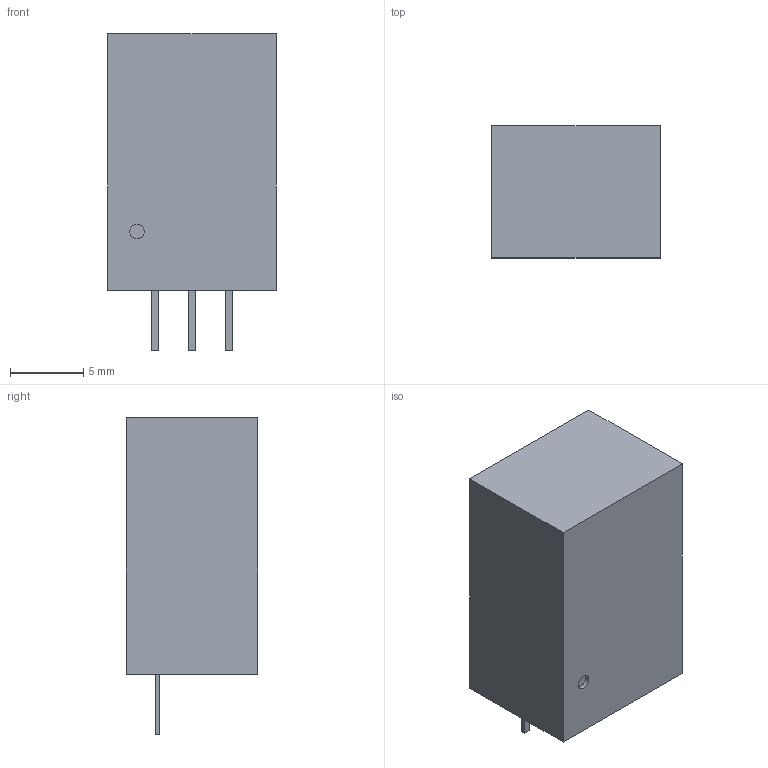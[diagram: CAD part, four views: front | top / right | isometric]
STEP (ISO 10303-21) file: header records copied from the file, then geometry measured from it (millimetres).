
FILE_DESCRIPTION(/* description */ (''),/* implementation_level */ '2;1');
FILE_NAME(/* name */ 'amsri1.step',/* time_stamp */ '2024-07-19T13:22:28+02:00',/* author */ (''),/* organization */ (''),/* preprocessor_version */ 'ST-DEVELOPER v20',/* originating_system */ 'Autodesk Translation Framework v12.20.1.177',/* authorisation */ '');
FILE_SCHEMA (('AUTOMOTIVE_DESIGN { 1 0 10303 214 3 1 1 }'));
Length unit declared in the file: millimetre
Products named in the file (1): amsri1
Bounding box: 11.5 x 9 x 21.6 mm (x, y, z)
Volume: 1812.9 mm3; surface area: 946 mm2
Topology: 4 solids, 4 shells, 26 faces, 51 edges, 34 vertices
Faces by surface type: plane 25, cylinder 1
Full cylindrical faces by diameter (mm): 1 x1
Entity records: 701 total; most frequent: CARTESIAN_POINT 112, DIRECTION 107, ORIENTED_EDGE 102, EDGE_CURVE 51, LINE 49, VECTOR 49, VERTEX_POINT 34, AXIS2_PLACEMENT_3D 29
